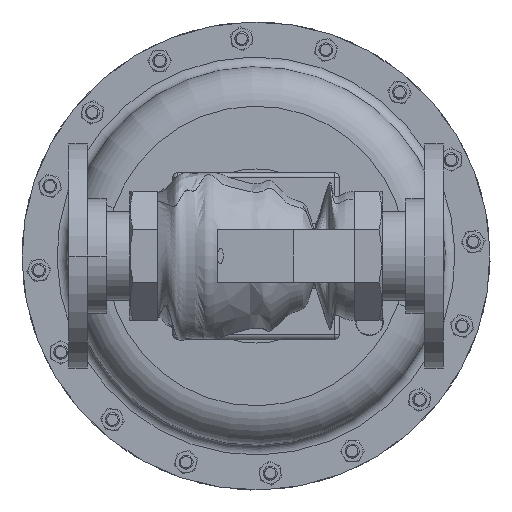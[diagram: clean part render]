
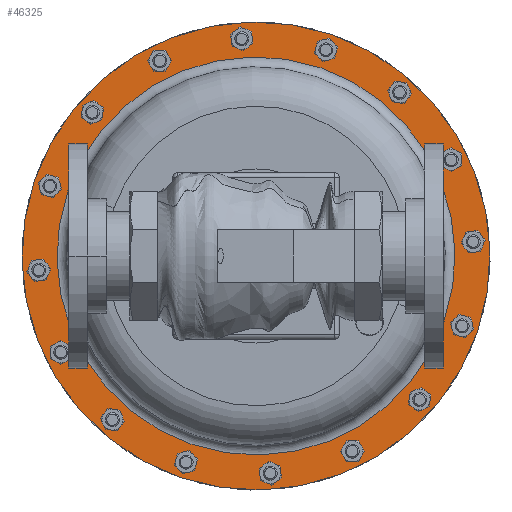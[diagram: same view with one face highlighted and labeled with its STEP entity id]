
A CAD part, front view. The second image highlights one B-rep face of the part: STEP entity #46325.
In plain terms, the highlighted planar face has unit normal (0, -1, 0).
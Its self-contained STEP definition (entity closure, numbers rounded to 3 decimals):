
#2645 = VERTEX_POINT ( 'NONE', #11370 ) ;
#3039 = CARTESIAN_POINT ( 'NONE',  ( -5.918, 10.485, 2.009 ) ) ;
#3210 = EDGE_CURVE ( 'NONE', #5870, #47373, #8697, .T. ) ;
#4898 = CARTESIAN_POINT ( 'NONE',  ( 5.918, 10.485, -2.009 ) ) ;
#5870 = VERTEX_POINT ( 'NONE', #3039 ) ;
#7448 = CIRCLE ( 'NONE', #26075, 5.315 ) ;
#8253 = FACE_BOUND ( 'NONE', #14436, .T. ) ;
#8697 = CIRCLE ( 'NONE', #16962, 6.25 ) ;
#10169 = DIRECTION ( 'NONE',  ( 0., 1., 0. ) ) ;
#10906 = AXIS2_PLACEMENT_3D ( 'NONE', #30191, #41408, #19448 ) ;
#10923 = DIRECTION ( 'NONE',  ( 0., 1., 0. ) ) ;
#11110 = AXIS2_PLACEMENT_3D ( 'NONE', #32127, #10169, #35783 ) ;
#11370 = CARTESIAN_POINT ( 'NONE',  ( 5.033, 10.485, -1.708 ) ) ;
#14144 = CARTESIAN_POINT ( 'NONE',  ( 0., 10.485, 0. ) ) ;
#14436 = EDGE_LOOP ( 'NONE', ( #36328, #22943 ) ) ;
#15746 = PLANE ( 'NONE',  #10906 ) ;
#16962 = AXIS2_PLACEMENT_3D ( 'NONE', #40737, #10923, #36551 ) ;
#17829 = DIRECTION ( 'NONE',  ( 0.947, 0., -0.321 ) ) ;
#18406 = ORIENTED_EDGE ( 'NONE', *, *, #3210, .F. ) ;
#19392 = AXIS2_PLACEMENT_3D ( 'NONE', #21342, #46984, #25031 ) ;
#19448 = DIRECTION ( 'NONE',  ( -0.947, 0., 0.321 ) ) ;
#21342 = CARTESIAN_POINT ( 'NONE',  ( 0., 10.485, 0. ) ) ;
#22943 = ORIENTED_EDGE ( 'NONE', *, *, #42432, .T. ) ;
#23844 = EDGE_CURVE ( 'NONE', #2645, #25070, #7448, .T. ) ;
#25031 = DIRECTION ( 'NONE',  ( 0.947, 0., -0.321 ) ) ;
#25070 = VERTEX_POINT ( 'NONE', #37563 ) ;
#26075 = AXIS2_PLACEMENT_3D ( 'NONE', #14144, #39800, #17829 ) ;
#27740 = FACE_OUTER_BOUND ( 'NONE', #47054, .T. ) ;
#29973 = EDGE_CURVE ( 'NONE', #47373, #5870, #47026, .T. ) ;
#30191 = CARTESIAN_POINT ( 'NONE',  ( -2.009, 10.485, -5.918 ) ) ;
#30366 = ORIENTED_EDGE ( 'NONE', *, *, #29973, .F. ) ;
#32127 = CARTESIAN_POINT ( 'NONE',  ( 0., 10.485, 0. ) ) ;
#35783 = DIRECTION ( 'NONE',  ( 0.947, 0., -0.321 ) ) ;
#36328 = ORIENTED_EDGE ( 'NONE', *, *, #23844, .T. ) ;
#36551 = DIRECTION ( 'NONE',  ( 0.947, 0., -0.321 ) ) ;
#37563 = CARTESIAN_POINT ( 'NONE',  ( -5.033, 10.485, 1.708 ) ) ;
#39800 = DIRECTION ( 'NONE',  ( 0., 1., 0. ) ) ;
#40737 = CARTESIAN_POINT ( 'NONE',  ( 0., 10.485, 0. ) ) ;
#41408 = DIRECTION ( 'NONE',  ( 0., -1., 0. ) ) ;
#42432 = EDGE_CURVE ( 'NONE', #25070, #2645, #46216, .T. ) ;
#46216 = CIRCLE ( 'NONE', #11110, 5.315 ) ;
#46325 = ADVANCED_FACE ( 'NONE', ( #8253, #27740 ), #15746, .T. ) ;
#46984 = DIRECTION ( 'NONE',  ( 0., 1., 0. ) ) ;
#47026 = CIRCLE ( 'NONE', #19392, 6.25 ) ;
#47054 = EDGE_LOOP ( 'NONE', ( #30366, #18406 ) ) ;
#47373 = VERTEX_POINT ( 'NONE', #4898 ) ;
